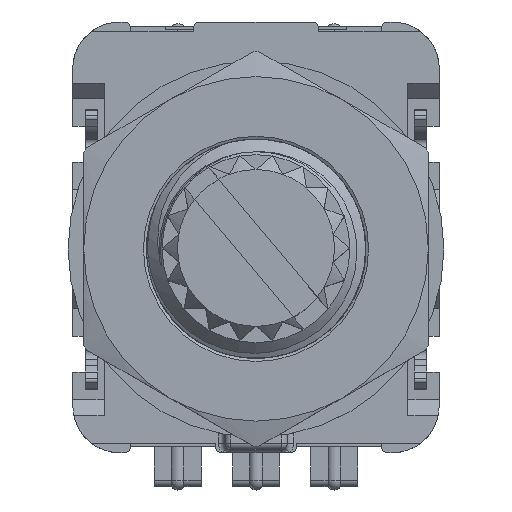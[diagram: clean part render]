
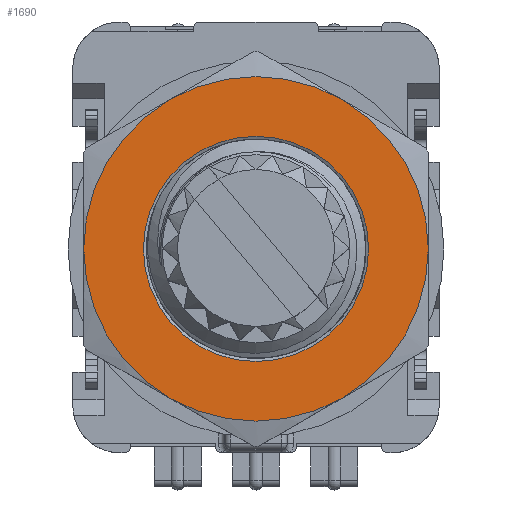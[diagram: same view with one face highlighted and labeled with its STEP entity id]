
A CAD part, top view. The second image highlights one B-rep face of the part: STEP entity #1690.
In plain terms, the highlighted planar face has unit normal (0, 0, 1).
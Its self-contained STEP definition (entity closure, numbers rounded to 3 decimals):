
#1690=ADVANCED_FACE('',(#14255,#14257),#14259,.T.);
#14255=FACE_BOUND('',#14256,.T.);
#14256=EDGE_LOOP('',(#20043,#20044,#20045,#20046,#20047,#20048));
#14257=FACE_BOUND('',#14258,.T.);
#14258=EDGE_LOOP('',(#20049));
#14259=PLANE('',#14260);
#14260=AXIS2_PLACEMENT_3D('',#14261,#14262,#14263);
#14261=CARTESIAN_POINT('',(0.,0.,3.3));
#14262=DIRECTION('',(0.,0.,1.));
#14263=DIRECTION('',(0.,-1.,0.));
#20043=ORIENTED_EDGE('',*,*,#23130,.F.);
#20044=ORIENTED_EDGE('',*,*,#23131,.F.);
#20045=ORIENTED_EDGE('',*,*,#23132,.F.);
#20046=ORIENTED_EDGE('',*,*,#23133,.F.);
#20047=ORIENTED_EDGE('',*,*,#23134,.F.);
#20048=ORIENTED_EDGE('',*,*,#23135,.F.);
#20049=ORIENTED_EDGE('',*,*,#23117,.T.);
#23117=EDGE_CURVE('',#25135,#25135,#25136,.T.);
#23130=EDGE_CURVE('',#25157,#25158,#25159,.T.);
#23131=EDGE_CURVE('',#25160,#25157,#25161,.T.);
#23132=EDGE_CURVE('',#25162,#25160,#25163,.T.);
#23133=EDGE_CURVE('',#25164,#25162,#25165,.T.);
#23134=EDGE_CURVE('',#25166,#25164,#25167,.T.);
#23135=EDGE_CURVE('',#25158,#25166,#25168,.T.);
#25135=VERTEX_POINT('',#31131);
#25136=CIRCLE('',#31132,3.594);
#25157=VERTEX_POINT('',#31638);
#25158=VERTEX_POINT('',#31639);
#25159=CIRCLE('',#31640,5.5);
#25160=VERTEX_POINT('',#31644);
#25161=CIRCLE('',#31645,5.5);
#25162=VERTEX_POINT('',#31649);
#25163=CIRCLE('',#31650,5.5);
#25164=VERTEX_POINT('',#31654);
#25165=CIRCLE('',#31655,5.5);
#25166=VERTEX_POINT('',#31659);
#25167=CIRCLE('',#31660,5.5);
#25168=CIRCLE('',#31664,5.5);
#31131=CARTESIAN_POINT('',(0.,-3.594,3.3));
#31132=AXIS2_PLACEMENT_3D('',#31133,#31134,#31135);
#31133=CARTESIAN_POINT('',(0.,0.,3.3));
#31134=DIRECTION('',(0.,0.,-1.));
#31135=DIRECTION('',(0.,-1.,0.));
#31638=CARTESIAN_POINT('',(5.5,0.,3.3));
#31639=CARTESIAN_POINT('',(2.75,-4.763,3.3));
#31640=AXIS2_PLACEMENT_3D('',#31641,#31642,#31643);
#31641=CARTESIAN_POINT('',(0.,0.,3.3));
#31642=DIRECTION('',(0.,0.,-1.));
#31643=DIRECTION('',(1.,0.,0.));
#31644=CARTESIAN_POINT('',(2.75,4.763,3.3));
#31645=AXIS2_PLACEMENT_3D('',#31646,#31647,#31648);
#31646=CARTESIAN_POINT('',(0.,0.,3.3));
#31647=DIRECTION('',(0.,0.,-1.));
#31648=DIRECTION('',(0.5,0.866,0.));
#31649=CARTESIAN_POINT('',(-2.75,4.763,3.3));
#31650=AXIS2_PLACEMENT_3D('',#31651,#31652,#31653);
#31651=CARTESIAN_POINT('',(0.,0.,3.3));
#31652=DIRECTION('',(0.,0.,-1.));
#31653=DIRECTION('',(-0.5,0.866,0.));
#31654=CARTESIAN_POINT('',(-5.5,0.,3.3));
#31655=AXIS2_PLACEMENT_3D('',#31656,#31657,#31658);
#31656=CARTESIAN_POINT('',(0.,0.,3.3));
#31657=DIRECTION('',(0.,0.,-1.));
#31658=DIRECTION('',(-1.,0.,0.));
#31659=CARTESIAN_POINT('',(-2.75,-4.763,3.3));
#31660=AXIS2_PLACEMENT_3D('',#31661,#31662,#31663);
#31661=CARTESIAN_POINT('',(0.,0.,3.3));
#31662=DIRECTION('',(0.,0.,-1.));
#31663=DIRECTION('',(-0.5,-0.866,0.));
#31664=AXIS2_PLACEMENT_3D('',#31665,#31666,#31667);
#31665=CARTESIAN_POINT('',(0.,0.,3.3));
#31666=DIRECTION('',(0.,0.,-1.));
#31667=DIRECTION('',(0.5,-0.866,0.));
